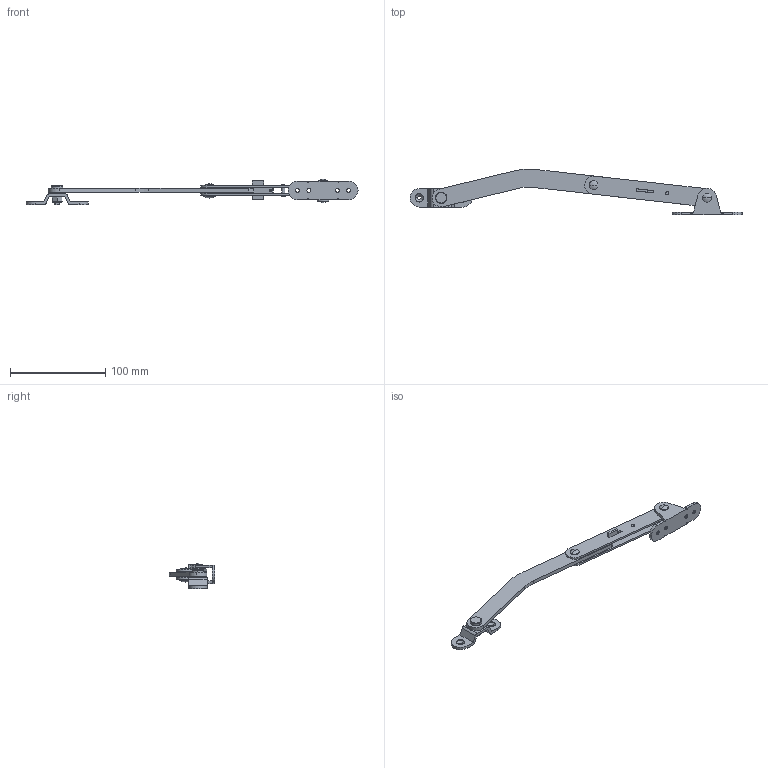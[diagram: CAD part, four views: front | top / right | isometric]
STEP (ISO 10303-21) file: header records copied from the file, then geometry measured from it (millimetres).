
FILE_DESCRIPTION (( 'STEP AP203' ), '1' );
FILE_NAME ('B-1450-2.STEP', '2010-10-18T02:48:59', ( ' ' ), ( ' ' ), 'SwSTEP 2.0', 'SolidWorks 2007', '' );
FILE_SCHEMA (( 'CONFIG_CONTROL_DESIGN' ));
Length unit declared in the file: millimetre
Products named in the file (13): B-1450-2幉(1)__棉太倌; B-1450-2僺儞__棉太倌; B-1450-2庢晅嵗(1)__棉太倌; B-1450-2暯嵗嬥__棉太倌; B-1450-2; B-1450-2傾乕儉(2)__棉太倌; B-1450-2傾乕儉(1)__棉太倌; B-1450-2僇儔乕__棉太倌; B-1450-2僗僩僢僷乕__棉太倌; B-1450-2庢晅嵗(2)__棉太倌; B-1450-2僫僢僩__棉太倌; B-1450-2幉(2)__棉太倌; B-1450-2幉(3)__棉太倌
Assembly tree (17 placements, depth 2):
  B-1450-2
    B-1450-2暯嵗嬥__棉太倌  x5
    B-1450-2僇儔乕__棉太倌
    B-1450-2幉(2)__棉太倌
    B-1450-2幉(3)__棉太倌
    B-1450-2庢晅嵗(1)__棉太倌
    B-1450-2傾乕儉(2)__棉太倌
    B-1450-2庢晅嵗(2)__棉太倌
    B-1450-2僫僢僩__棉太倌
    B-1450-2僺儞__棉太倌
    B-1450-2傾乕儉(1)__棉太倌  x2
    B-1450-2僗僩僢僷乕__棉太倌
    B-1450-2幉(1)__棉太倌
Bounding box: 349.19 x 48.3 x 26.55 mm (x, y, z)
Volume: 41373 mm3; surface area: 36110.2 mm2
Topology: 17 solids, 17 shells, 283 faces, 683 edges, 441 vertices
Faces by surface type: cylinder 128, plane 116, cone 17, torus 14, sphere 8
Entity records: 8952 total; most frequent: CARTESIAN_POINT 1467, DIRECTION 1337, ORIENTED_EDGE 1180, EDGE_CURVE 590, AXIS2_PLACEMENT_3D 513, VERTEX_POINT 379, LINE 311, VECTOR 311
